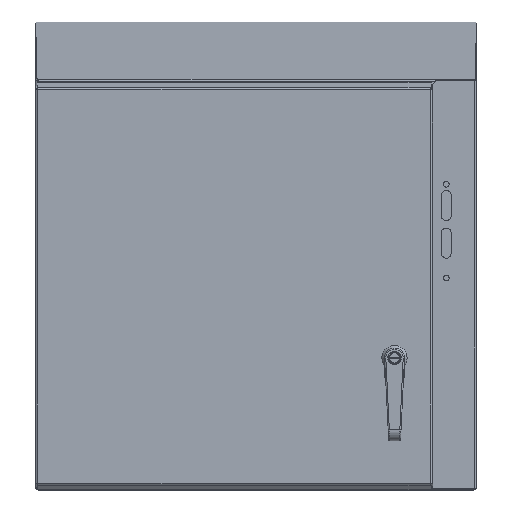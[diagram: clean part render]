
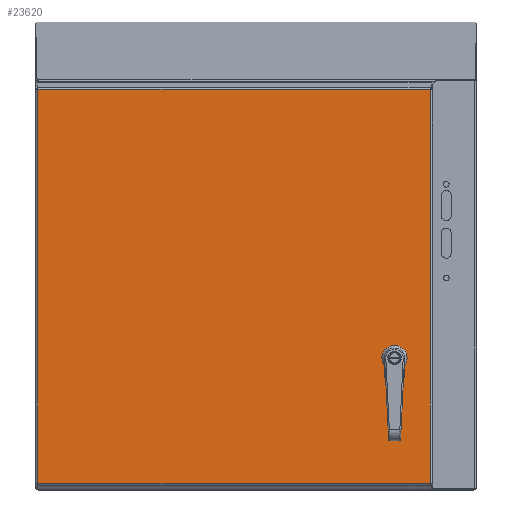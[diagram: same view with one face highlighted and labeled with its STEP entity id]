
A CAD part, top view. The second image highlights one B-rep face of the part: STEP entity #23620.
In plain terms, the highlighted planar face has unit normal (0, 0, 1).
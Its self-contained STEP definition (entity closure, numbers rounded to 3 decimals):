
#1199=FACE_BOUND('',#3989,.T.);
#1200=FACE_BOUND('',#3990,.T.);
#1706=PLANE('',#25240);
#3989=EDGE_LOOP('',(#16992,#16993,#16994,#16995,#16996,#16997,#16998,#16999));
#3990=EDGE_LOOP('',(#17000,#17001,#17002,#17003));
#5905=LINE('',#36574,#7693);
#5909=LINE('',#36586,#7697);
#5913=LINE('',#36598,#7701);
#5917=LINE('',#36608,#7705);
#5923=LINE('',#36643,#7711);
#5953=LINE('',#36931,#7741);
#5969=LINE('',#37221,#7757);
#5971=LINE('',#37225,#7759);
#7693=VECTOR('',#28462,0.427);
#7697=VECTOR('',#28474,0.427);
#7701=VECTOR('',#28486,0.427);
#7705=VECTOR('',#28498,0.427);
#7711=VECTOR('',#28508,19.646);
#7741=VECTOR('',#28560,19.646);
#7757=VECTOR('',#28594,19.602);
#7759=VECTOR('',#28600,19.602);
#9181=CIRCLE('',#25201,0.453);
#9183=CIRCLE('',#25205,0.453);
#9185=CIRCLE('',#25209,0.453);
#9187=CIRCLE('',#25213,0.453);
#10528=VERTEX_POINT('',#36565);
#10529=VERTEX_POINT('',#36567);
#10531=VERTEX_POINT('',#36573);
#10533=VERTEX_POINT('',#36579);
#10535=VERTEX_POINT('',#36585);
#10537=VERTEX_POINT('',#36591);
#10539=VERTEX_POINT('',#36597);
#10541=VERTEX_POINT('',#36603);
#10547=VERTEX_POINT('',#36620);
#10550=VERTEX_POINT('',#36635);
#10574=VERTEX_POINT('',#36889);
#10576=VERTEX_POINT('',#36930);
#12919=EDGE_CURVE('',#10529,#10528,#9181,.T.);
#12922=EDGE_CURVE('',#10531,#10529,#5905,.T.);
#12925=EDGE_CURVE('',#10533,#10531,#9183,.T.);
#12928=EDGE_CURVE('',#10535,#10533,#5909,.T.);
#12931=EDGE_CURVE('',#10537,#10535,#9185,.T.);
#12934=EDGE_CURVE('',#10539,#10537,#5913,.T.);
#12937=EDGE_CURVE('',#10541,#10539,#9187,.T.);
#12940=EDGE_CURVE('',#10528,#10541,#5917,.T.);
#12949=EDGE_CURVE('',#10547,#10550,#5923,.T.);
#12993=EDGE_CURVE('',#10576,#10574,#5953,.T.);
#13023=EDGE_CURVE('',#10550,#10576,#5969,.T.);
#13025=EDGE_CURVE('',#10574,#10547,#5971,.T.);
#16992=ORIENTED_EDGE('',*,*,#12919,.T.);
#16993=ORIENTED_EDGE('',*,*,#12940,.T.);
#16994=ORIENTED_EDGE('',*,*,#12937,.T.);
#16995=ORIENTED_EDGE('',*,*,#12934,.T.);
#16996=ORIENTED_EDGE('',*,*,#12931,.T.);
#16997=ORIENTED_EDGE('',*,*,#12928,.T.);
#16998=ORIENTED_EDGE('',*,*,#12925,.T.);
#16999=ORIENTED_EDGE('',*,*,#12922,.T.);
#17000=ORIENTED_EDGE('',*,*,#13025,.T.);
#17001=ORIENTED_EDGE('',*,*,#12949,.T.);
#17002=ORIENTED_EDGE('',*,*,#13023,.T.);
#17003=ORIENTED_EDGE('',*,*,#12993,.T.);
#23620=ADVANCED_FACE('',(#1199,#1200),#1706,.T.);
#25201=AXIS2_PLACEMENT_3D('',#36568,#28456,#28457);
#25205=AXIS2_PLACEMENT_3D('',#36580,#28468,#28469);
#25209=AXIS2_PLACEMENT_3D('',#36592,#28480,#28481);
#25213=AXIS2_PLACEMENT_3D('',#36604,#28492,#28493);
#25240=AXIS2_PLACEMENT_3D('',#37227,#28603,#28604);
#28456=DIRECTION('center_axis',(0.,0.,-1.));
#28457=DIRECTION('ref_axis',(0.882,0.471,0.));
#28462=DIRECTION('',(1.,0.,0.));
#28468=DIRECTION('center_axis',(0.,0.,-1.));
#28469=DIRECTION('ref_axis',(-0.471,0.882,0.));
#28474=DIRECTION('',(0.,1.,0.));
#28480=DIRECTION('center_axis',(0.,0.,-1.));
#28481=DIRECTION('ref_axis',(-0.882,-0.471,0.));
#28486=DIRECTION('',(-1.,0.,0.));
#28492=DIRECTION('center_axis',(0.,0.,-1.));
#28493=DIRECTION('ref_axis',(0.471,-0.882,0.));
#28498=DIRECTION('',(0.,-1.,0.));
#28508=DIRECTION('',(0.,1.,0.));
#28560=DIRECTION('',(0.,-1.,0.));
#28594=DIRECTION('',(-1.,0.,0.));
#28600=DIRECTION('',(1.,0.,0.));
#28603=DIRECTION('center_axis',(0.,0.,1.));
#28604=DIRECTION('ref_axis',(1.,0.,0.));
#36565=CARTESIAN_POINT('',(17.873,-12.76,0.074));
#36567=CARTESIAN_POINT('',(17.687,-12.574,0.074));
#36568=CARTESIAN_POINT('Origin',(17.474,-12.974,0.074));
#36573=CARTESIAN_POINT('',(17.26,-12.574,0.074));
#36574=CARTESIAN_POINT('',(13.578,-12.574,0.074));
#36579=CARTESIAN_POINT('',(17.074,-12.76,0.074));
#36580=CARTESIAN_POINT('Origin',(17.474,-12.974,0.074));
#36585=CARTESIAN_POINT('',(17.074,-13.187,0.074));
#36586=CARTESIAN_POINT('',(17.074,-11.078,0.074));
#36591=CARTESIAN_POINT('',(17.26,-13.373,0.074));
#36592=CARTESIAN_POINT('Origin',(17.474,-12.974,0.074));
#36597=CARTESIAN_POINT('',(17.687,-13.373,0.074));
#36598=CARTESIAN_POINT('',(13.364,-13.373,0.074));
#36603=CARTESIAN_POINT('',(17.873,-13.187,0.074));
#36604=CARTESIAN_POINT('Origin',(17.474,-12.974,0.074));
#36608=CARTESIAN_POINT('',(17.873,-11.292,0.074));
#36620=CARTESIAN_POINT('',(19.269,-19.22,0.074));
#36635=CARTESIAN_POINT('',(19.269,0.426,0.074));
#36643=CARTESIAN_POINT('',(19.269,-14.345,0.074));
#36889=CARTESIAN_POINT('',(-0.333,-19.22,0.074));
#36930=CARTESIAN_POINT('',(-0.333,0.426,0.074));
#36931=CARTESIAN_POINT('',(-0.333,-4.448,0.074));
#37221=CARTESIAN_POINT('',(14.368,0.426,0.074));
#37225=CARTESIAN_POINT('',(4.567,-19.22,0.074));
#37227=CARTESIAN_POINT('Origin',(9.468,-9.397,0.074));
